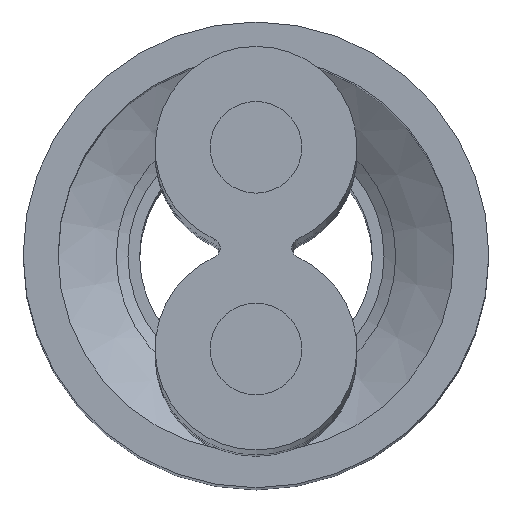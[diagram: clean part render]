
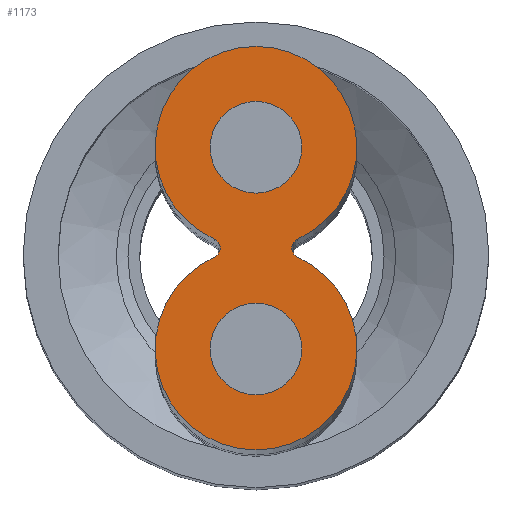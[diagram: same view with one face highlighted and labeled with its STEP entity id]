
A CAD part, top view. The second image highlights one B-rep face of the part: STEP entity #1173.
In plain terms, the highlighted face is planar.
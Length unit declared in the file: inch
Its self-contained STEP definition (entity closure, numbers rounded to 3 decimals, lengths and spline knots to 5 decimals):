
#734=CARTESIAN_POINT('',(-50.,-1.1,0.));
#735=DIRECTION('',(-1.,0.,0.));
#736=DIRECTION('',(0.,0.91,-0.414));
#737=AXIS2_PLACEMENT_3D('',#734,#735,#736);
#739=CARTESIAN_POINT('',(-50.,0.,-0.5));
#740=DIRECTION('',(1.,0.,0.));
#741=DIRECTION('',(0.,0.91,0.414));
#742=AXIS2_PLACEMENT_3D('',#739,#740,#741);
#744=CARTESIAN_POINT('',(-50.,1.1,0.));
#745=DIRECTION('',(-1.,0.,0.));
#746=DIRECTION('',(0.,-0.91,0.414));
#747=AXIS2_PLACEMENT_3D('',#744,#745,#746);
#749=CARTESIAN_POINT('',(-50.,0.,0.5));
#750=DIRECTION('',(1.,0.,0.));
#751=DIRECTION('',(0.,-0.91,-0.414));
#752=AXIS2_PLACEMENT_3D('',#749,#750,#751);
#754=CARTESIAN_POINT('',(-50.,1.1,0.));
#755=DIRECTION('',(1.,0.,0.));
#756=DIRECTION('',(0.,0.,-1.));
#757=AXIS2_PLACEMENT_3D('',#754,#755,#756);
#759=CARTESIAN_POINT('',(-50.,1.1,0.));
#760=DIRECTION('',(1.,0.,0.));
#761=DIRECTION('',(0.,0.,1.));
#762=AXIS2_PLACEMENT_3D('',#759,#760,#761);
#764=CARTESIAN_POINT('',(-50.,-1.1,0.));
#765=DIRECTION('',(1.,0.,0.));
#766=DIRECTION('',(0.,0.,-1.));
#767=AXIS2_PLACEMENT_3D('',#764,#765,#766);
#769=CARTESIAN_POINT('',(-50.,-1.1,0.));
#770=DIRECTION('',(1.,0.,0.));
#771=DIRECTION('',(0.,0.,1.));
#772=AXIS2_PLACEMENT_3D('',#769,#770,#771);
#814=CARTESIAN_POINT('',(-50.,-0.0986,-0.45518));
#815=CARTESIAN_POINT('',(-50.,-0.0986,0.45518));
#816=VERTEX_POINT('',#814);
#817=VERTEX_POINT('',#815);
#818=CARTESIAN_POINT('',(-50.,0.0986,0.45518));
#819=VERTEX_POINT('',#818);
#820=CARTESIAN_POINT('',(-50.,0.0986,-0.45518));
#821=VERTEX_POINT('',#820);
#830=CARTESIAN_POINT('',(-50.,1.1,-0.5));
#831=CARTESIAN_POINT('',(-50.,1.1,0.5));
#832=VERTEX_POINT('',#830);
#833=VERTEX_POINT('',#831);
#834=CARTESIAN_POINT('',(-50.,-1.1,-0.5));
#835=CARTESIAN_POINT('',(-50.,-1.1,0.5));
#836=VERTEX_POINT('',#834);
#837=VERTEX_POINT('',#835);
#1150=CARTESIAN_POINT('',(-50.,0.,0.));
#1151=DIRECTION('',(-1.,0.,0.));
#1152=DIRECTION('',(0.,-1.,0.));
#1153=AXIS2_PLACEMENT_3D('',#1150,#1151,#1152);
#1154=PLANE('',#1153);
#1155=ORIENTED_EDGE('',*,*,#1131,.F.);
#1156=ORIENTED_EDGE('',*,*,#1144,.F.);
#1157=ORIENTED_EDGE('',*,*,#1102,.F.);
#1158=ORIENTED_EDGE('',*,*,#1117,.F.);
#1159=EDGE_LOOP('',(#1155,#1156,#1157,#1158));
#1160=FACE_OUTER_BOUND('',#1159,.F.);
#1162=ORIENTED_EDGE('',*,*,#1161,.F.);
#1164=ORIENTED_EDGE('',*,*,#1163,.F.);
#1165=EDGE_LOOP('',(#1162,#1164));
#1166=FACE_BOUND('',#1165,.F.);
#1168=ORIENTED_EDGE('',*,*,#1167,.F.);
#1170=ORIENTED_EDGE('',*,*,#1169,.F.);
#1171=EDGE_LOOP('',(#1168,#1170));
#1172=FACE_BOUND('',#1171,.F.);
#1173=ADVANCED_FACE('',(#1160,#1166,#1172),#1154,.T.);
#738=CIRCLE('',#737,1.1);
#743=CIRCLE('',#742,0.1083);
#748=CIRCLE('',#747,1.1);
#753=CIRCLE('',#752,0.1083);
#758=CIRCLE('',#757,0.5);
#763=CIRCLE('',#762,0.5);
#768=CIRCLE('',#767,0.5);
#773=CIRCLE('',#772,0.5);
#1102=EDGE_CURVE('',#819,#821,#748,.T.);
#1117=EDGE_CURVE('',#817,#819,#753,.T.);
#1131=EDGE_CURVE('',#816,#817,#738,.T.);
#1144=EDGE_CURVE('',#821,#816,#743,.T.);
#1161=EDGE_CURVE('',#832,#833,#758,.T.);
#1163=EDGE_CURVE('',#833,#832,#763,.T.);
#1167=EDGE_CURVE('',#836,#837,#768,.T.);
#1169=EDGE_CURVE('',#837,#836,#773,.T.);
